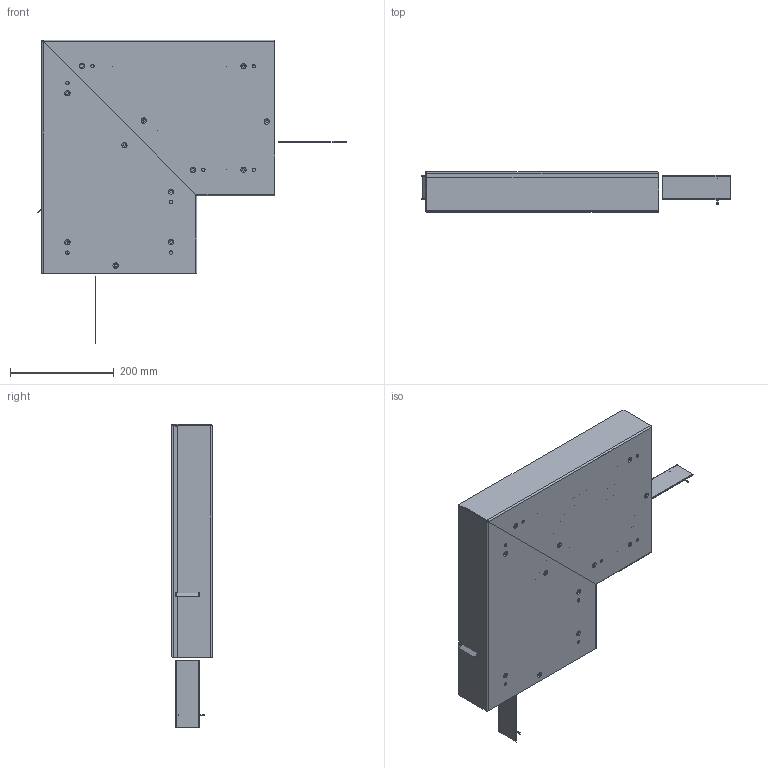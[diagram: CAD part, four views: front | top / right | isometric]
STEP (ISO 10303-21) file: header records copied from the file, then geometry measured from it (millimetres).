
FILE_DESCRIPTION((''),'2;1');
FILE_NAME('BKB30080541_ASM','2022-12-05T10:57:48',('hollstem'),(''),'CREO PARAMETRIC BY PTC INC, 2022024','CREO PARAMETRIC BY PTC INC, 2022024','');
FILE_SCHEMA(('AUTOMOTIVE_DESIGN { 1 0 10303 214 1 1 1 1 }'));
Length unit declared in the file: millimetre
Products named in the file (13): T-01225; T-01218; 63451-M; T-01248; T-01247; T-01025_AF2; T-01234_ASM; T-01231; T-01245; 63488-M_AF0; T-01403_ASM; T-01296; BKB30080541_ASM
Assembly tree (22 placements, depth 3):
  BKB30080541_ASM
    T-01225
    T-01218
    63451-M  x4
    T-01248
    T-01247
    T-01234_ASM  x2
      T-01025_AF2
    T-01231  x2
    T-01245  x2
    T-01403_ASM  x5
      63488-M_AF0
    T-01296
Bounding box: 594.97 x 78 x 586.02 mm (x, y, z)
Volume: 2348598.3 mm3; surface area: 1434666.4 mm2
Topology: 20 solids, 60 shells, 1072 faces, 4352 edges, 3450 vertices
Faces by surface type: plane 479, cylinder 223, torus 152, bspline 114, sphere 64, cone 40
Entity records: 32679 total; most frequent: CARTESIAN_POINT 6590, DIRECTION 3336, ORIENTED_EDGE 2176, PRESENTATION_STYLE_ASSIGNMENT 1555, STYLED_ITEM 1544, CURVE_STYLE 1529, AXIS2_PLACEMENT_3D 1216, EDGE_CURVE 1130
